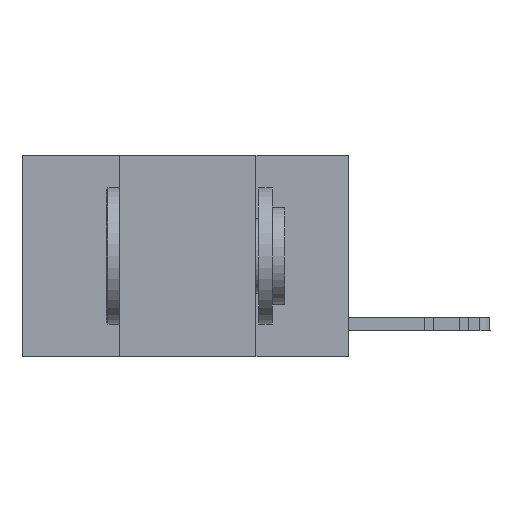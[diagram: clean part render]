
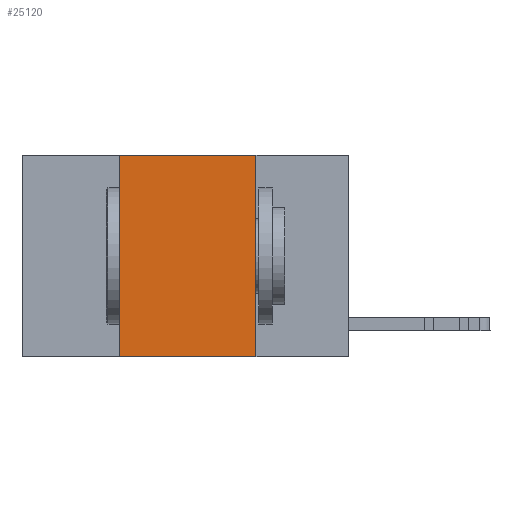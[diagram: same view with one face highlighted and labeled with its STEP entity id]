
A CAD part, left-side view. The second image highlights one B-rep face of the part: STEP entity #25120.
In plain terms, the highlighted planar face has unit normal (-1, 0, 0).
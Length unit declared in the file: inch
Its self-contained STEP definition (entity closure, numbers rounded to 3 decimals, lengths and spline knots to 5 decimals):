
#367 = CARTESIAN_POINT ( 'NONE',  ( 0., 0.17, -0.37 ) ) ;
#1077 = ORIENTED_EDGE ( 'NONE', *, *, #13456, .F. ) ;
#2813 = ORIENTED_EDGE ( 'NONE', *, *, #3095, .F. ) ;
#3095 = EDGE_CURVE ( 'NONE', #5609, #10653, #11589, .T. ) ;
#3369 = CARTESIAN_POINT ( 'NONE',  ( 0., 0.17, 0. ) ) ;
#4651 = VECTOR ( 'NONE', #30333, 39.37008 ) ;
#5032 = DIRECTION ( 'NONE',  ( 0., 0., -1. ) ) ;
#5609 = VERTEX_POINT ( 'NONE', #13549 ) ;
#6934 = DIRECTION ( 'NONE',  ( 0., 0., 1. ) ) ;
#7049 = VECTOR ( 'NONE', #28001, 39.37008 ) ;
#8907 = VERTEX_POINT ( 'NONE', #367 ) ;
#9060 = PLANE ( 'NONE',  #15013 ) ;
#9492 = VECTOR ( 'NONE', #26792, 39.37008 ) ;
#9704 = EDGE_LOOP ( 'NONE', ( #1077, #24260, #2813, #11551 ) ) ;
#9817 = VECTOR ( 'NONE', #6934, 39.37008 ) ;
#10653 = VERTEX_POINT ( 'NONE', #14829 ) ;
#11551 = ORIENTED_EDGE ( 'NONE', *, *, #15778, .T. ) ;
#11589 = LINE ( 'NONE', #25982, #9817 ) ;
#13456 = EDGE_CURVE ( 'NONE', #20255, #8907, #30334, .T. ) ;
#13549 = CARTESIAN_POINT ( 'NONE',  ( 0., 0.42, -0.37 ) ) ;
#13909 = CARTESIAN_POINT ( 'NONE',  ( 0., 0.17, 0. ) ) ;
#14062 = LINE ( 'NONE', #23512, #4651 ) ;
#14829 = CARTESIAN_POINT ( 'NONE',  ( 0., 0.42, 0. ) ) ;
#15013 = AXIS2_PLACEMENT_3D ( 'NONE', #18499, #17274, #5032 ) ;
#15778 = EDGE_CURVE ( 'NONE', #5609, #8907, #17807, .T. ) ;
#17274 = DIRECTION ( 'NONE',  ( 1., 0., 0. ) ) ;
#17807 = LINE ( 'NONE', #24932, #9492 ) ;
#18499 = CARTESIAN_POINT ( 'NONE',  ( 0., 0.6, 0. ) ) ;
#20255 = VERTEX_POINT ( 'NONE', #3369 ) ;
#23512 = CARTESIAN_POINT ( 'NONE',  ( 0., 0.6, 0. ) ) ;
#24260 = ORIENTED_EDGE ( 'NONE', *, *, #26061, .F. ) ;
#24932 = CARTESIAN_POINT ( 'NONE',  ( 0., 0.6, -0.37 ) ) ;
#25120 = ADVANCED_FACE ( 'NONE', ( #30274 ), #9060, .F. ) ;
#25982 = CARTESIAN_POINT ( 'NONE',  ( 0., 0.42, 0. ) ) ;
#26061 = EDGE_CURVE ( 'NONE', #10653, #20255, #14062, .T. ) ;
#26792 = DIRECTION ( 'NONE',  ( 0., -1., 0. ) ) ;
#28001 = DIRECTION ( 'NONE',  ( 0., 0., -1. ) ) ;
#30274 = FACE_OUTER_BOUND ( 'NONE', #9704, .T. ) ;
#30333 = DIRECTION ( 'NONE',  ( 0., -1., 0. ) ) ;
#30334 = LINE ( 'NONE', #13909, #7049 ) ;
